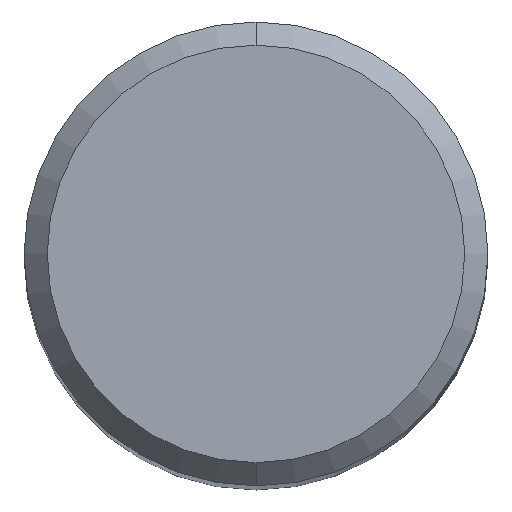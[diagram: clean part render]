
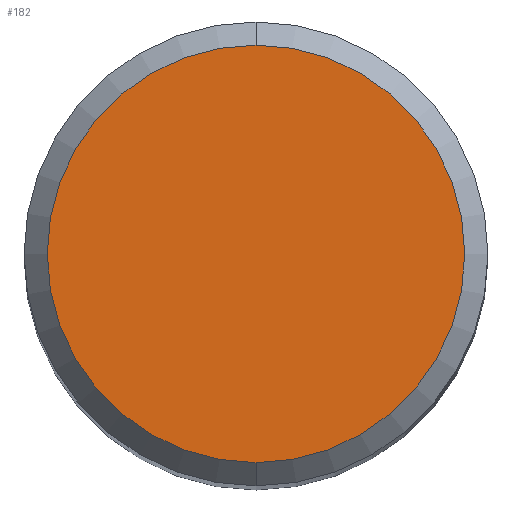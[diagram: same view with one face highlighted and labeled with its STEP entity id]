
A CAD part, top view. The second image highlights one B-rep face of the part: STEP entity #182.
In plain terms, the highlighted planar face has unit normal (0, 0, 1).
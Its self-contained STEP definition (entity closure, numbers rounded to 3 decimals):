
#182=ADVANCED_FACE('',(#484),#485,.T.);
#256=EDGE_CURVE('',#442,#328,#564,.T.);
#328=VERTEX_POINT('',#646);
#350=EDGE_CURVE('',#328,#442,#671,.T.);
#442=VERTEX_POINT('',#773);
#484=FACE_OUTER_BOUND('',#810,.T.);
#485=PLANE('',#811);
#564=CIRCLE('',#948,5.4);
#646=CARTESIAN_POINT('',(0.0,5.4,0.0));
#671=CIRCLE('',#1210,5.4);
#773=CARTESIAN_POINT('',(0.,-5.4,0.0));
#810=EDGE_LOOP('',(#1497,#1498));
#811=AXIS2_PLACEMENT_3D('',#1499,#1500,#1501);
#948=AXIS2_PLACEMENT_3D('',#1580,#1581,#1582);
#1210=AXIS2_PLACEMENT_3D('',#1696,#1697,#1698);
#1497=ORIENTED_EDGE('',*,*,#350,.F.);
#1498=ORIENTED_EDGE('',*,*,#256,.F.);
#1499=CARTESIAN_POINT('',(0.0,2.7,0.0));
#1500=DIRECTION('',(-0.0,0.0,1.0));
#1501=DIRECTION('',(0.0,-1.0,0.0));
#1580=CARTESIAN_POINT('',(0.0,0.0,0.0));
#1581=DIRECTION('',(0.0,0.0,-1.0));
#1582=DIRECTION('',(0.0,1.0,0.0));
#1696=CARTESIAN_POINT('',(0.0,0.0,0.0));
#1697=DIRECTION('',(0.0,0.0,-1.0));
#1698=DIRECTION('',(0.0,1.0,0.0));
